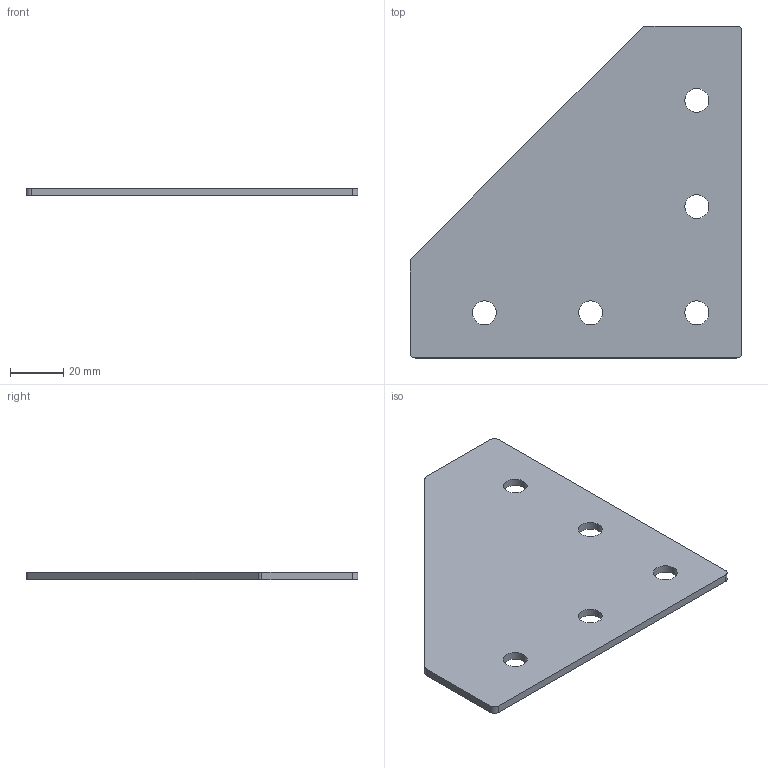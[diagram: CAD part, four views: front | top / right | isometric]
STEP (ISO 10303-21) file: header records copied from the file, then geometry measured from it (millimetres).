
FILE_DESCRIPTION(/* description */ ('Verbinderplaat VP40L'),/* implementation_level */ '2;1');
FILE_NAME(/* name */ '1007800.stp',/* time_stamp */ '2023-09-25T11:38:23+02:00',/* author */ ('t.boerboom'),/* organization */ (''),/* preprocessor_version */ 'ST-DEVELOPER v18.1',/* originating_system */ 'Autodesk Inventor 2021',/* authorisation */ '');
FILE_SCHEMA (('AUTOMOTIVE_DESIGN { 1 0 10303 214 3 1 1 }'));
Length unit declared in the file: millimetre
Products named in the file (1): 112-020
Bounding box: 125 x 125 x 3 mm (x, y, z)
Volume: 34296.5 mm3; surface area: 24625.6 mm2
Topology: 1 solids, 1 shells, 17 faces, 45 edges, 30 vertices
Faces by surface type: cylinder 10, plane 7
Full cylindrical faces by diameter (mm): 9 x5
Entity records: 600 total; most frequent: DIRECTION 101, CARTESIAN_POINT 93, ORIENTED_EDGE 90, EDGE_CURVE 45, AXIS2_PLACEMENT_3D 38, VERTEX_POINT 30, EDGE_LOOP 27, LINE 25
